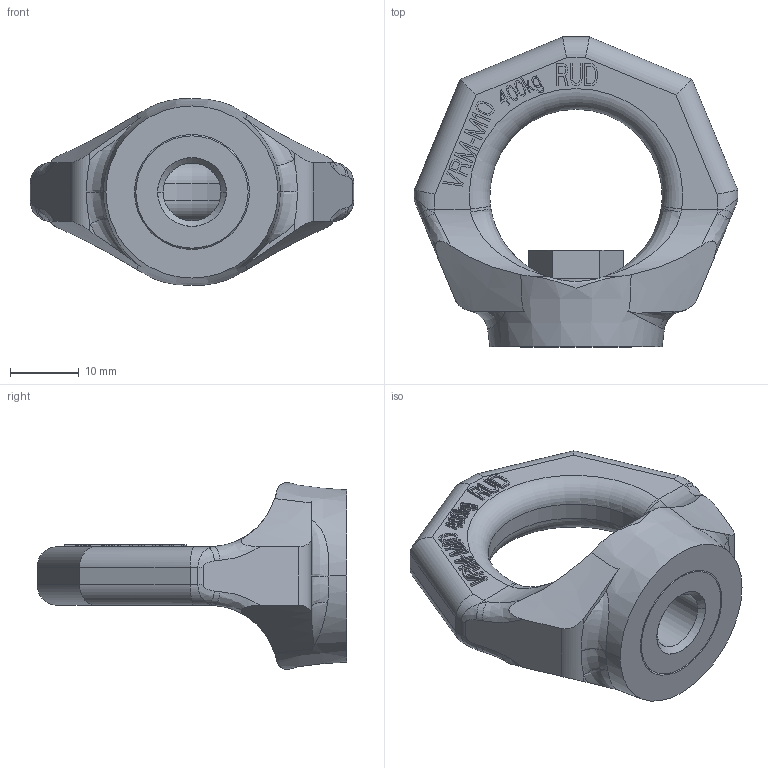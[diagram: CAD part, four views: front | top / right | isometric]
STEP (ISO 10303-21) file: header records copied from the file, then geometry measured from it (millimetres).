
FILE_DESCRIPTION((''),'2;1');
FILE_NAME('4VRM-M10','2005-01-21T',('jakubetz'),(''),'PRO/ENGINEER BY PARAMETRIC TECHNOLOGY CORPORATION, 2001400','PRO/ENGINEER BY PARAMETRIC TECHNOLOGY CORPORATION, 2001400','');
FILE_SCHEMA(('CONFIG_CONTROL_DESIGN'));
Length unit declared in the file: millimetre
Products named in the file (1): 4VRM-M10
Bounding box: 47 x 45 x 27.13 mm (x, y, z)
Volume: 12444.2 mm3; surface area: 6929.3 mm2
Topology: 2 solids, 3 shells, 509 faces, 1395 edges, 908 vertices
Faces by surface type: plane 417, cylinder 42, bspline 30, torus 10, cone 10
Entity records: 17887 total; most frequent: CARTESIAN_POINT 5243, ORIENTED_EDGE 2774, DIRECTION 2305, EDGE_CURVE 1389, VECTOR 1205, LINE 1205, VERTEX_POINT 908, AXIS2_PLACEMENT_3D 550
